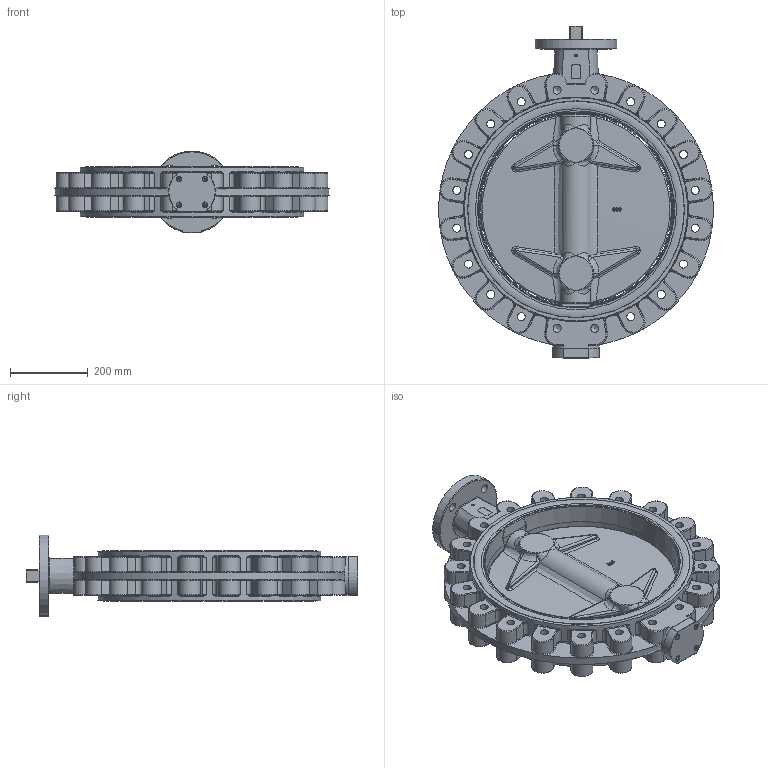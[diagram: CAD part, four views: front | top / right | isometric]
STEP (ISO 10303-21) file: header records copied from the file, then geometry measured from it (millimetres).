
FILE_DESCRIPTION(/* description */ (''),/* implementation_level */ '2;1');
FILE_NAME(/* name */ 'Z014-A DN500.stp',/* time_stamp */ '2017-12-14T07:18:38+01:00',/* author */ ('hellwig'),/* organization */ (''),/* preprocessor_version */ 'ST-DEVELOPER v16.5',/* originating_system */ 'Autodesk Inventor 2017',/* authorisation */ '');
FILE_SCHEMA (('AUTOMOTIVE_DESIGN { 1 0 10303 214 3 1 1 }'));
Length unit declared in the file: millimetre
Products named in the file (1): M7996
Bounding box: 705.38 x 853 x 209.83 mm (x, y, z)
Volume: 22241350.9 mm3; surface area: 2011454.8 mm2
Topology: 2 solids, 15 shells, 2124 faces, 5344 edges, 3159 vertices
Faces by surface type: plane 613, cylinder 520, bspline 501, torus 386, cone 70, sphere 34
Full cylindrical faces by diameter (mm): 6.647 x2, 8 x4, 9 x4, 13 x4, 15 x4, 20.752 x24, 22 x4, 28 x1, 38 x3, 38.1 x1, 42 x1, 45 x1, 45.1 x1, 50 x8, 50.1 x4, 50.2 x6, 50.5 x2, 56 x3, 57.2 x1, 58 x2, 58.8 x2, 60 x1, 60.2 x1, 61.9 x2, 62 x4, 69.5 x2, 70 x3, 72 x1, 77 x1, 78 x1
Entity records: 80782 total; most frequent: CARTESIAN_POINT 32054, ORIENTED_EDGE 9818, DIRECTION 9197, EDGE_CURVE 4907, AXIS2_PLACEMENT_3D 3741, VERTEX_POINT 3063, EDGE_LOOP 2464, STYLED_ITEM 2126
